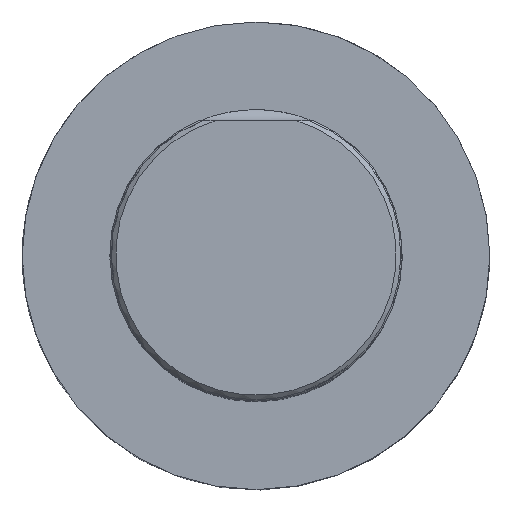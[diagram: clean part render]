
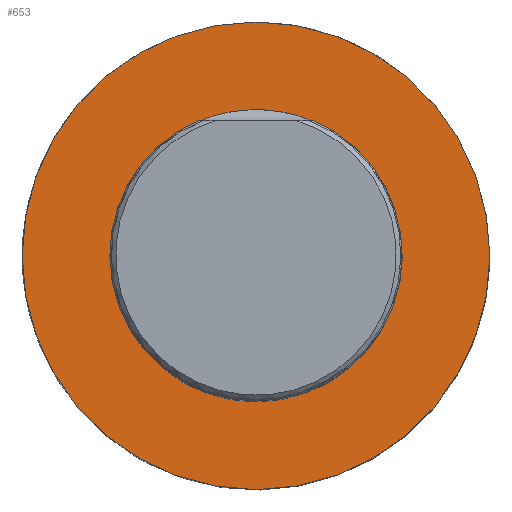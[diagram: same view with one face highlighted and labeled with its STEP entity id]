
A CAD part, top view. The second image highlights one B-rep face of the part: STEP entity #653.
In plain terms, the highlighted face is planar.
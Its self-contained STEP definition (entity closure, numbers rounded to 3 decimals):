
#215=FACE_BOUND('',#1497,.T.);
#216=FACE_BOUND('',#1498,.T.);
#429=PLANE('',#7433);
#653=ADVANCED_FACE('TB_IB_SU_5',(#215,#216),#429,.T.);
#1497=EDGE_LOOP('',(#3611));
#1498=EDGE_LOOP('',(#3612));
#3611=ORIENTED_EDGE('',*,*,#6247,.T.);
#3612=ORIENTED_EDGE('',*,*,#6254,.T.);
#5560=VERTEX_POINT('',#15809);
#5565=VERTEX_POINT('',#15867);
#6247=EDGE_CURVE('',#5560,#5560,#7143,.T.);
#6254=EDGE_CURVE('',#5565,#5565,#7144,.T.);
#7143=CIRCLE('',#7428,40.);
#7144=CIRCLE('',#7432,24.996);
#7428=AXIS2_PLACEMENT_3D('',#15808,#8267,#8268);
#7432=AXIS2_PLACEMENT_3D('',#15866,#8275,#8276);
#7433=AXIS2_PLACEMENT_3D('',#15868,#8277,#8278);
#8267=DIRECTION('',(0.,1.,0.));
#8268=DIRECTION('',(0.,0.,1.));
#8275=DIRECTION('',(0.,-1.,0.));
#8276=DIRECTION('',(1.,0.,0.));
#8277=DIRECTION('',(0.,1.,0.));
#8278=DIRECTION('',(0.,0.,1.));
#15808=CARTESIAN_POINT('',(0.,0.,0.));
#15809=CARTESIAN_POINT('',(0.,0.,40.));
#15866=CARTESIAN_POINT('',(0.,0.,0.));
#15867=CARTESIAN_POINT('',(24.996,0.,0.));
#15868=CARTESIAN_POINT('',(0.,0.,0.));
